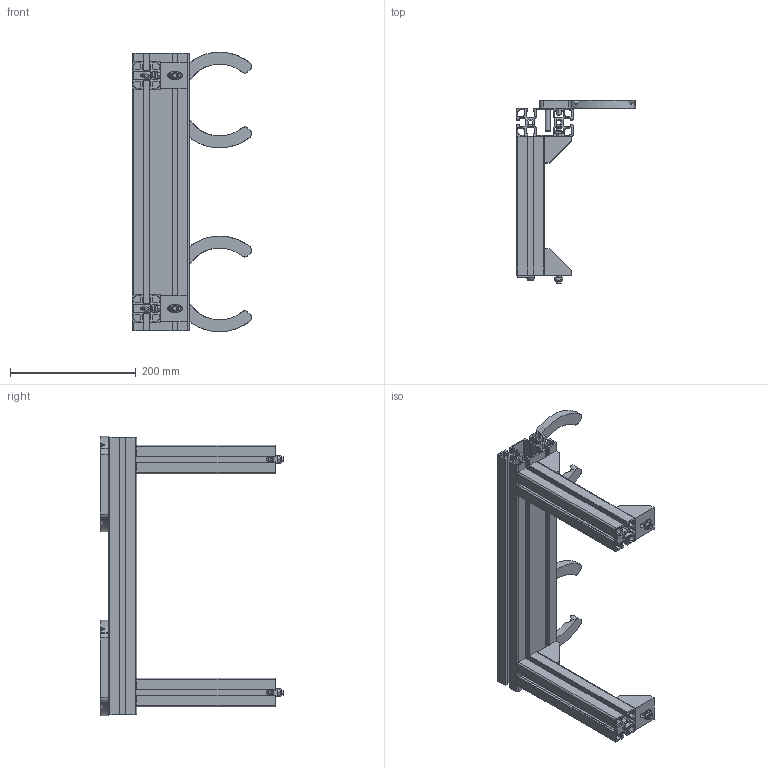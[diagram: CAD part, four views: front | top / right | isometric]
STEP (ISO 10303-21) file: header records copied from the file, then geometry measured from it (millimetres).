
FILE_DESCRIPTION((''),'2;1');
FILE_NAME('ZSM_WERKZEUGABLAGE_ASM','2024-02-27T21:06:30',('Johannes'),(''),'CREO PARAMETRIC BY PTC INC, 2022014','CREO PARAMETRIC BY PTC INC, 2022014','');
FILE_SCHEMA(('CONFIG_CONTROL_DESIGN'));
Length unit declared in the file: millimetre
Products named in the file (6): 45_90_440; 45_220; WINKEL_MINITEC; _SCHUNK-0302572_SWM-TSS-3313; PROFILVERBINDER-NEU; ZSM_WERKZEUGABLAGE_ASM
Assembly tree (11 placements, depth 2):
  ZSM_WERKZEUGABLAGE_ASM
    45_90_440
    45_220  x2
    WINKEL_MINITEC  x4
    _SCHUNK-0302572_SWM-TSS-3313  x2
    PROFILVERBINDER-NEU  x2
Bounding box: 189.48 x 291.1 x 444 mm (x, y, z)
Volume: 1204491.4 mm3; surface area: 747862.6 mm2
Topology: 11 solids, 11 shells, 1288 faces, 3490 edges, 2248 vertices
Faces by surface type: plane 658, cylinder 474, torus 72, cone 70, bspline 8, sphere 6
Entity records: 21655 total; most frequent: CARTESIAN_POINT 4701, ORIENTED_EDGE 3584, DIRECTION 3495, EDGE_CURVE 1792, AXIS2_PLACEMENT_3D 1196, VERTEX_POINT 1175, VECTOR 1103, LINE 1103
